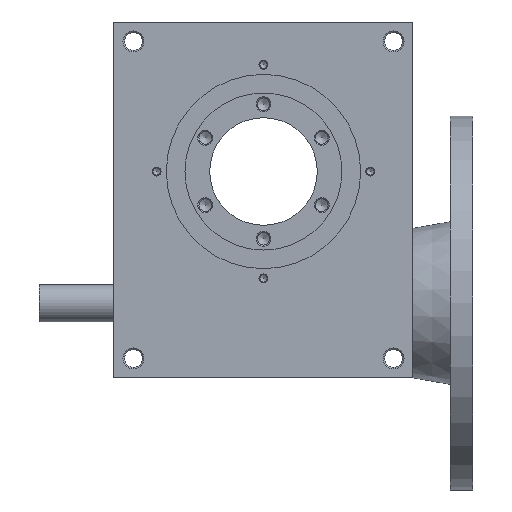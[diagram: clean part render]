
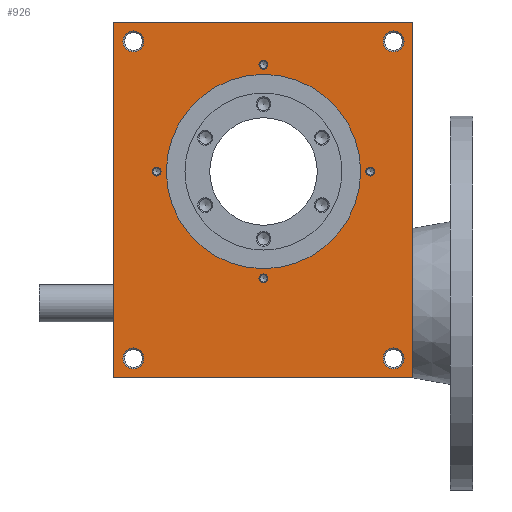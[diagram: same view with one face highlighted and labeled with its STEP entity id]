
A CAD part, front view. The second image highlights one B-rep face of the part: STEP entity #926.
In plain terms, the highlighted planar face has unit normal (0, -1, 0).
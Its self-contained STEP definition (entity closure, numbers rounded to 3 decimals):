
#926 = ADVANCED_FACE( '', ( #2013, #2014, #2015, #2016, #2017, #2018, #2019, #2020, #2021, #2022 ), #2023, .F. );
#2013 = FACE_BOUND( '', #3123, .T. );
#2014 = FACE_BOUND( '', #3124, .T. );
#2015 = FACE_BOUND( '', #3125, .T. );
#2016 = FACE_BOUND( '', #3126, .T. );
#2017 = FACE_BOUND( '', #3127, .T. );
#2018 = FACE_BOUND( '', #3128, .T. );
#2019 = FACE_BOUND( '', #3129, .T. );
#2020 = FACE_BOUND( '', #3130, .T. );
#2021 = FACE_BOUND( '', #3131, .T. );
#2022 = FACE_OUTER_BOUND( '', #3132, .T. );
#2023 = PLANE( '', #3133 );
#3123 = EDGE_LOOP( '', ( #5371 ) );
#3124 = EDGE_LOOP( '', ( #5372 ) );
#3125 = EDGE_LOOP( '', ( #5373 ) );
#3126 = EDGE_LOOP( '', ( #5374 ) );
#3127 = EDGE_LOOP( '', ( #5375 ) );
#3128 = EDGE_LOOP( '', ( #5376 ) );
#3129 = EDGE_LOOP( '', ( #5377 ) );
#3130 = EDGE_LOOP( '', ( #5378 ) );
#3131 = EDGE_LOOP( '', ( #5379 ) );
#3132 = EDGE_LOOP( '', ( #5380, #5381, #5382, #5383 ) );
#3133 = AXIS2_PLACEMENT_3D( '', #5384, #5385, #5386 );
#5371 = ORIENTED_EDGE( '', *, *, #5864, .T. );
#5372 = ORIENTED_EDGE( '', *, *, #6041, .F. );
#5373 = ORIENTED_EDGE( '', *, *, #5785, .F. );
#5374 = ORIENTED_EDGE( '', *, *, #5969, .F. );
#5375 = ORIENTED_EDGE( '', *, *, #6380, .T. );
#5376 = ORIENTED_EDGE( '', *, *, #6218, .T. );
#5377 = ORIENTED_EDGE( '', *, *, #6279, .T. );
#5378 = ORIENTED_EDGE( '', *, *, #6332, .T. );
#5379 = ORIENTED_EDGE( '', *, *, #6435, .T. );
#5380 = ORIENTED_EDGE( '', *, *, #6346, .T. );
#5381 = ORIENTED_EDGE( '', *, *, #6395, .F. );
#5382 = ORIENTED_EDGE( '', *, *, #6320, .F. );
#5383 = ORIENTED_EDGE( '', *, *, #6237, .T. );
#5384 = CARTESIAN_POINT( '', ( -100., -69., 119. ) );
#5385 = DIRECTION( '', ( 0., 1., 0. ) );
#5386 = DIRECTION( '', ( 0., 0., 1. ) );
#5785 = EDGE_CURVE( '', #6821, #6821, #6822, .T. );
#5864 = EDGE_CURVE( '', #6948, #6948, #6949, .T. );
#5969 = EDGE_CURVE( '', #7107, #7107, #7108, .T. );
#6041 = EDGE_CURVE( '', #7215, #7215, #7216, .T. );
#6218 = EDGE_CURVE( '', #7464, #7464, #7465, .T. );
#6237 = EDGE_CURVE( '', #7488, #7486, #7489, .T. );
#6279 = EDGE_CURVE( '', #7543, #7543, #7544, .T. );
#6320 = EDGE_CURVE( '', #7488, #7592, #7593, .T. );
#6332 = EDGE_CURVE( '', #7609, #7609, #7610, .T. );
#6346 = EDGE_CURVE( '', #7486, #7623, #7625, .T. );
#6380 = EDGE_CURVE( '', #7668, #7668, #7669, .T. );
#6395 = EDGE_CURVE( '', #7592, #7623, #7688, .T. );
#6435 = EDGE_CURVE( '', #7725, #7725, #7726, .T. );
#6821 = VERTEX_POINT( '', #8250 );
#6822 = CIRCLE( '', #8251, 3. );
#6948 = VERTEX_POINT( '', #8409 );
#6949 = CIRCLE( '', #8410, 3. );
#7107 = VERTEX_POINT( '', #8612 );
#7108 = CIRCLE( '', #8613, 3. );
#7215 = VERTEX_POINT( '', #8744 );
#7216 = CIRCLE( '', #8745, 3. );
#7464 = VERTEX_POINT( '', #9078 );
#7465 = CIRCLE( '', #9079, 7. );
#7486 = VERTEX_POINT( '', #9104 );
#7488 = VERTEX_POINT( '', #9107 );
#7489 = LINE( '', #9108, #9109 );
#7543 = VERTEX_POINT( '', #9173 );
#7544 = CIRCLE( '', #9174, 7. );
#7592 = VERTEX_POINT( '', #9230 );
#7593 = LINE( '', #9231, #9232 );
#7609 = VERTEX_POINT( '', #9252 );
#7610 = CIRCLE( '', #9253, 7. );
#7623 = VERTEX_POINT( '', #9268 );
#7625 = LINE( '', #9271, #9272 );
#7668 = VERTEX_POINT( '', #9361 );
#7669 = CIRCLE( '', #9362, 65. );
#7688 = LINE( '', #9384, #9385 );
#7725 = VERTEX_POINT( '', #9428 );
#7726 = CIRCLE( '', #9429, 7. );
#8250 = CARTESIAN_POINT( '', ( -71.5, -69., 16. ) );
#8251 = AXIS2_PLACEMENT_3D( '', #9713, #9714, #9715 );
#8409 = CARTESIAN_POINT( '', ( 0., -69., 93.5 ) );
#8410 = AXIS2_PLACEMENT_3D( '', #9817, #9818, #9819 );
#8612 = CARTESIAN_POINT( '', ( 71.5, -69., 16. ) );
#8613 = AXIS2_PLACEMENT_3D( '', #9945, #9946, #9947 );
#8744 = CARTESIAN_POINT( '', ( 0., -69., -55.5 ) );
#8745 = AXIS2_PLACEMENT_3D( '', #10041, #10042, #10043 );
#9078 = CARTESIAN_POINT( '', ( -87., -69., -99. ) );
#9079 = AXIS2_PLACEMENT_3D( '', #10249, #10250, #10251 );
#9104 = CARTESIAN_POINT( '', ( -100., -69., -119. ) );
#9107 = CARTESIAN_POINT( '', ( -100., -69., 119. ) );
#9108 = CARTESIAN_POINT( '', ( -100., -69., 119. ) );
#9109 = VECTOR( '', #10269, 1000. );
#9173 = CARTESIAN_POINT( '', ( -87., -69., 113. ) );
#9174 = AXIS2_PLACEMENT_3D( '', #10316, #10317, #10318 );
#9230 = CARTESIAN_POINT( '', ( 100., -69., 119. ) );
#9231 = CARTESIAN_POINT( '', ( -100., -69., 119. ) );
#9232 = VECTOR( '', #10357, 1000. );
#9252 = CARTESIAN_POINT( '', ( 87., -69., -99. ) );
#9253 = AXIS2_PLACEMENT_3D( '', #10371, #10372, #10373 );
#9268 = CARTESIAN_POINT( '', ( 100., -69., -119. ) );
#9271 = CARTESIAN_POINT( '', ( -100., -69., -119. ) );
#9272 = VECTOR( '', #10380, 1000. );
#9361 = CARTESIAN_POINT( '', ( 0., -69., 84. ) );
#9362 = AXIS2_PLACEMENT_3D( '', #10412, #10413, #10414 );
#9384 = CARTESIAN_POINT( '', ( 100., -69., 119. ) );
#9385 = VECTOR( '', #10427, 1000. );
#9428 = CARTESIAN_POINT( '', ( 87., -69., 113. ) );
#9429 = AXIS2_PLACEMENT_3D( '', #10440, #10441, #10442 );
#9713 = CARTESIAN_POINT( '', ( -71.5, -69., 19. ) );
#9714 = DIRECTION( '', ( 0., -1., 0. ) );
#9715 = DIRECTION( '', ( 0., 0., -1. ) );
#9817 = CARTESIAN_POINT( '', ( 0., -69., 90.5 ) );
#9818 = DIRECTION( '', ( 0., 1., 0. ) );
#9819 = DIRECTION( '', ( 0., 0., 1. ) );
#9945 = CARTESIAN_POINT( '', ( 71.5, -69., 19. ) );
#9946 = DIRECTION( '', ( 0., -1., 0. ) );
#9947 = DIRECTION( '', ( 0., 0., -1. ) );
#10041 = CARTESIAN_POINT( '', ( 0., -69., -52.5 ) );
#10042 = DIRECTION( '', ( 0., -1., 0. ) );
#10043 = DIRECTION( '', ( 0., 0., -1. ) );
#10249 = CARTESIAN_POINT( '', ( -87., -69., -106. ) );
#10250 = DIRECTION( '', ( 0., 1., 0. ) );
#10251 = DIRECTION( '', ( 0., 0., 1. ) );
#10269 = DIRECTION( '', ( 0., 0., -1. ) );
#10316 = CARTESIAN_POINT( '', ( -87., -69., 106. ) );
#10317 = DIRECTION( '', ( 0., 1., 0. ) );
#10318 = DIRECTION( '', ( 0., 0., 1. ) );
#10357 = DIRECTION( '', ( 1., 0., 0. ) );
#10371 = CARTESIAN_POINT( '', ( 87., -69., -106. ) );
#10372 = DIRECTION( '', ( 0., 1., 0. ) );
#10373 = DIRECTION( '', ( 0., 0., 1. ) );
#10380 = DIRECTION( '', ( 1., 0., 0. ) );
#10412 = CARTESIAN_POINT( '', ( 0., -69., 19. ) );
#10413 = DIRECTION( '', ( 0., 1., 0. ) );
#10414 = DIRECTION( '', ( 0., 0., 1. ) );
#10427 = DIRECTION( '', ( 0., 0., -1. ) );
#10440 = CARTESIAN_POINT( '', ( 87., -69., 106. ) );
#10441 = DIRECTION( '', ( 0., 1., 0. ) );
#10442 = DIRECTION( '', ( 0., 0., 1. ) );
